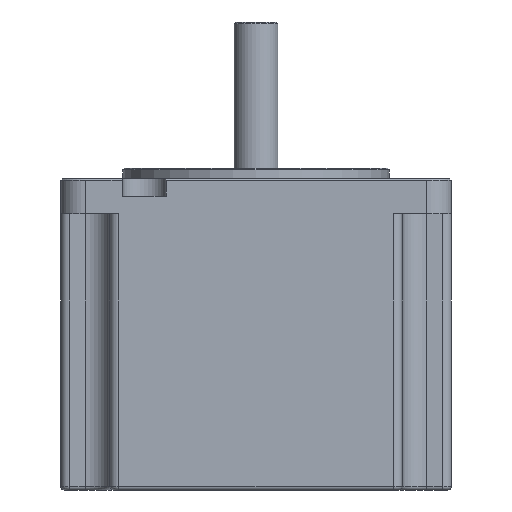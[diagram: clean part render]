
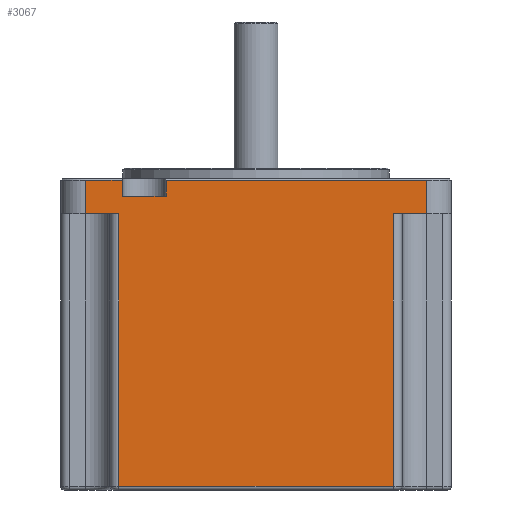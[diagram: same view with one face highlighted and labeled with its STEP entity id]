
A CAD part, front view. The second image highlights one B-rep face of the part: STEP entity #3067.
In plain terms, the highlighted planar face has unit normal (0, -1, 0).
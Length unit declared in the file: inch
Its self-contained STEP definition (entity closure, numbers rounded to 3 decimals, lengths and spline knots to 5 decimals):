
#232=DIRECTION('',(1.,0.,0.));
#233=VECTOR('',#232,0.19);
#234=CARTESIAN_POINT('',(0.78,-1.11,-0.2));
#235=LINE('',#234,#233);
#236=DIRECTION('',(1.,0.,0.));
#237=VECTOR('',#236,0.19);
#238=CARTESIAN_POINT('',(-0.97,-1.11,-0.2));
#239=LINE('',#238,#237);
#848=DIRECTION('',(-1.,0.,0.));
#849=VECTOR('',#848,1.56);
#850=CARTESIAN_POINT('',(0.78,-1.11,-1.75));
#851=LINE('',#850,#849);
#852=DIRECTION('',(0.,0.,-1.));
#853=VECTOR('',#852,1.55);
#854=CARTESIAN_POINT('',(-0.78,-1.11,-0.2));
#855=LINE('',#854,#853);
#856=DIRECTION('',(0.,0.,-1.));
#857=VECTOR('',#856,0.19);
#858=CARTESIAN_POINT('',(-0.97,-1.11,
-0.01));
#859=LINE('',#858,#857);
#860=DIRECTION('',(1.,0.,0.));
#861=VECTOR('',#860,0.21);
#862=CARTESIAN_POINT('',(-0.97,-1.11,
-0.01));
#863=LINE('',#862,#861);
#864=DIRECTION('',(0.,0.,-1.));
#865=VECTOR('',#864,0.09);
#866=CARTESIAN_POINT('',(-0.76,-1.11,-0.01));
#867=LINE('',#866,#865);
#868=DIRECTION('',(1.,0.,0.));
#869=VECTOR('',#868,0.25);
#870=CARTESIAN_POINT('',(-0.76,-1.11,-0.1));
#871=LINE('',#870,#869);
#872=DIRECTION('',(0.,0.,-1.));
#873=VECTOR('',#872,0.09);
#874=CARTESIAN_POINT('',(-0.51,-1.11,-0.01));
#875=LINE('',#874,#873);
#876=DIRECTION('',(1.,0.,0.));
#877=VECTOR('',#876,1.48);
#878=CARTESIAN_POINT('',(-0.51,-1.11,-0.01));
#879=LINE('',#878,#877);
#880=DIRECTION('',(0.,0.,1.));
#881=VECTOR('',#880,1.55);
#882=CARTESIAN_POINT('',(0.78,-1.11,-1.75));
#883=LINE('',#882,#881);
#957=DIRECTION('',(0.,0.,-1.));
#958=VECTOR('',#957,0.19);
#959=CARTESIAN_POINT('',(0.97,-1.11,
-0.01));
#960=LINE('',#959,#958);
#1455=CARTESIAN_POINT('',(-0.97,-1.11,-0.2));
#1457=VERTEX_POINT('',#1455);
#1458=CARTESIAN_POINT('',(0.97,-1.11,-0.2));
#1460=VERTEX_POINT('',#1458);
#1514=CARTESIAN_POINT('',(-0.76,-1.11,-0.1));
#1515=CARTESIAN_POINT('',(-0.51,-1.11,-0.1));
#1516=VERTEX_POINT('',#1514);
#1517=VERTEX_POINT('',#1515);
#1552=CARTESIAN_POINT('',(0.78,-1.11,-0.2));
#1553=VERTEX_POINT('',#1552);
#1554=CARTESIAN_POINT('',(-0.78,-1.11,-0.2));
#1555=VERTEX_POINT('',#1554);
#1620=CARTESIAN_POINT('',(0.97,-1.11,-0.01));
#1621=VERTEX_POINT('',#1620);
#1622=CARTESIAN_POINT('',(-0.51,-1.11,-0.01));
#1624=VERTEX_POINT('',#1622);
#1627=CARTESIAN_POINT('',(-0.76,-1.11,-0.01));
#1629=VERTEX_POINT('',#1627);
#1630=CARTESIAN_POINT('',(-0.97,-1.11,
-0.01));
#1631=VERTEX_POINT('',#1630);
#1688=CARTESIAN_POINT('',(0.78,-1.11,-1.75));
#1689=VERTEX_POINT('',#1688);
#1692=CARTESIAN_POINT('',(-0.78,-1.11,-1.75));
#1693=VERTEX_POINT('',#1692);
#3044=CARTESIAN_POINT('',(-0.97,-1.11,0.));
#3045=DIRECTION('',(0.,-1.,0.));
#3046=DIRECTION('',(1.,0.,0.));
#3047=AXIS2_PLACEMENT_3D('',#3044,#3045,#3046);
#3048=PLANE('',#3047);
#3049=ORIENTED_EDGE('',*,*,#2386,.T.);
#3051=ORIENTED_EDGE('',*,*,#3050,.F.);
#3052=ORIENTED_EDGE('',*,*,#2005,.F.);
#3054=ORIENTED_EDGE('',*,*,#3053,.F.);
#3055=ORIENTED_EDGE('',*,*,#2756,.T.);
#3056=ORIENTED_EDGE('',*,*,#2774,.T.);
#3057=ORIENTED_EDGE('',*,*,#3011,.T.);
#3058=ORIENTED_EDGE('',*,*,#2800,.F.);
#3059=ORIENTED_EDGE('',*,*,#2818,.T.);
#3061=ORIENTED_EDGE('',*,*,#3060,.T.);
#3062=ORIENTED_EDGE('',*,*,#1987,.F.);
#3064=ORIENTED_EDGE('',*,*,#3063,.F.);
#3065=EDGE_LOOP('',(#3049,#3051,#3052,#3054,#3055,#3056,#3057,#3058,#3059,#3061,
#3062,#3064));
#3066=FACE_OUTER_BOUND('',#3065,.F.);
#3067=ADVANCED_FACE('',(#3066),#3048,.T.);
#1987=EDGE_CURVE('',#1553,#1460,#235,.T.);
#2005=EDGE_CURVE('',#1457,#1555,#239,.T.);
#2386=EDGE_CURVE('',#1689,#1693,#851,.T.);
#2756=EDGE_CURVE('',#1631,#1629,#863,.T.);
#2774=EDGE_CURVE('',#1629,#1516,#867,.T.);
#2800=EDGE_CURVE('',#1624,#1517,#875,.T.);
#2818=EDGE_CURVE('',#1624,#1621,#879,.T.);
#3011=EDGE_CURVE('',#1516,#1517,#871,.T.);
#3050=EDGE_CURVE('',#1555,#1693,#855,.T.);
#3053=EDGE_CURVE('',#1631,#1457,#859,.T.);
#3060=EDGE_CURVE('',#1621,#1460,#960,.T.);
#3063=EDGE_CURVE('',#1689,#1553,#883,.T.);
